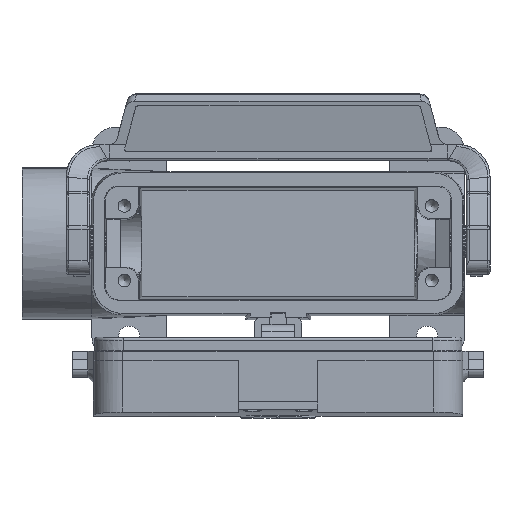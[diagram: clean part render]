
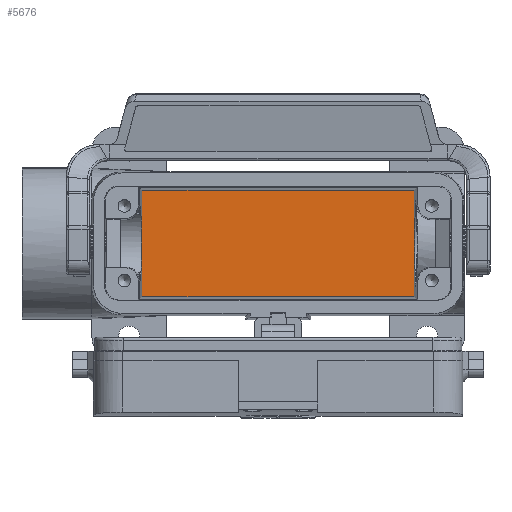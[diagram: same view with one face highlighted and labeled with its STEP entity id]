
A CAD part, top view. The second image highlights one B-rep face of the part: STEP entity #5676.
In plain terms, the highlighted planar face has unit normal (0, 0, 1).
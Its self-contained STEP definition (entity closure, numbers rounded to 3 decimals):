
#5676=ADVANCED_FACE('',(#6849),#6213,.F.);
#6213=PLANE('',#22373);
#6849=FACE_OUTER_BOUND('',#7663,.T.);
#7663=EDGE_LOOP('',(#10770,#10771,#10772,#10773));
#10770=ORIENTED_EDGE('',*,*,#14784,.T.);
#10771=ORIENTED_EDGE('',*,*,#14819,.F.);
#10772=ORIENTED_EDGE('',*,*,#14640,.F.);
#10773=ORIENTED_EDGE('',*,*,#14820,.F.);
#12866=VERTEX_POINT('',#36621);
#12867=VERTEX_POINT('',#36623);
#12980=VERTEX_POINT('',#37113);
#12981=VERTEX_POINT('',#37115);
#14640=EDGE_CURVE('',#12866,#12867,#18155,.T.);
#14784=EDGE_CURVE('',#12981,#12980,#18252,.T.);
#14819=EDGE_CURVE('',#12867,#12980,#18274,.T.);
#14820=EDGE_CURVE('',#12981,#12866,#18275,.T.);
#18155=LINE('',#36622,#19397);
#18252=LINE('',#37114,#19494);
#18274=LINE('',#37172,#19516);
#18275=LINE('',#37173,#19517);
#19397=VECTOR('',#24881,1.);
#19494=VECTOR('',#25090,1.);
#19516=VECTOR('',#25158,1.);
#19517=VECTOR('',#25159,1.);
#22373=AXIS2_PLACEMENT_3D('',#37174,#25160,#25161);
#24881=DIRECTION('',(0.,1.,0.));
#25090=DIRECTION('',(0.,1.,0.));
#25158=DIRECTION('',(1.,0.,0.));
#25159=DIRECTION('',(-1.,0.,0.));
#25160=DIRECTION('',(0.,0.,-1.));
#25161=DIRECTION('',(-1.,0.,0.));
#36621=CARTESIAN_POINT('',(-29.244,-11.469,-44.));
#36622=CARTESIAN_POINT('',(-29.244,-12.075,-44.));
#36623=CARTESIAN_POINT('',(-29.244,11.469,-44.));
#37113=CARTESIAN_POINT('',(29.244,11.469,-44.));
#37114=CARTESIAN_POINT('',(29.244,-12.075,-44.));
#37115=CARTESIAN_POINT('',(29.244,-11.469,-44.));
#37172=CARTESIAN_POINT('',(29.85,11.469,-44.));
#37173=CARTESIAN_POINT('',(29.85,-11.469,-44.));
#37174=CARTESIAN_POINT('',(29.244,-12.075,-44.));
